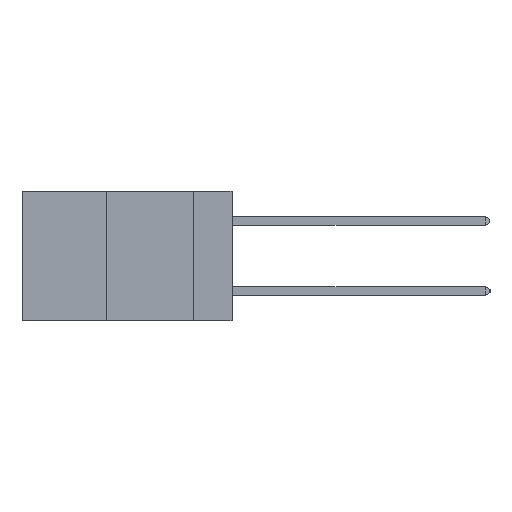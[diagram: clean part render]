
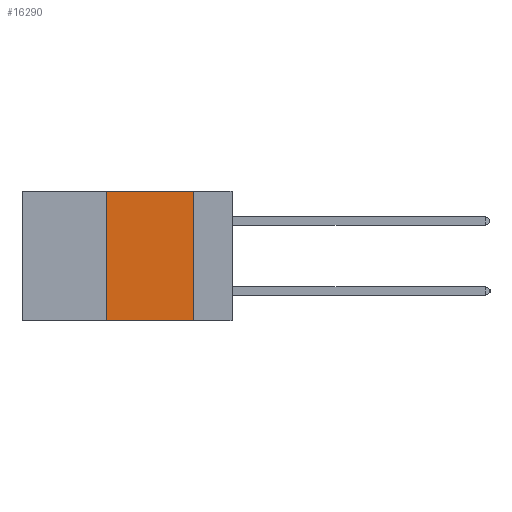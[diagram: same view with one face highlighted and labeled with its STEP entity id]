
A CAD part, left-side view. The second image highlights one B-rep face of the part: STEP entity #16290.
In plain terms, the highlighted planar face has unit normal (-1, 0, 0).
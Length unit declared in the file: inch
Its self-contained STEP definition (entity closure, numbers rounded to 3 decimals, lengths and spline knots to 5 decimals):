
#51 = PLANE ( 'NONE',  #17638 ) ;
#218 = ORIENTED_EDGE ( 'NONE', *, *, #6266, .T. ) ;
#490 = DIRECTION ( 'NONE',  ( 0., 0., 1. ) ) ;
#1330 = CARTESIAN_POINT ( 'NONE',  ( 0., 0.6, -0.37 ) ) ;
#1630 = CARTESIAN_POINT ( 'NONE',  ( 0., 0.11, 0. ) ) ;
#1645 = CARTESIAN_POINT ( 'NONE',  ( 0., 0.11, -0.37 ) ) ;
#1879 = VERTEX_POINT ( 'NONE', #12102 ) ;
#2070 = EDGE_CURVE ( 'NONE', #10838, #15695, #16690, .T. ) ;
#3616 = CARTESIAN_POINT ( 'NONE',  ( 0., 0.6, 0. ) ) ;
#3667 = VECTOR ( 'NONE', #10148, 39.37008 ) ;
#3826 = DIRECTION ( 'NONE',  ( 0., 0., -1. ) ) ;
#5396 = EDGE_LOOP ( 'NONE', ( #14764, #9684, #22119, #218 ) ) ;
#6266 = EDGE_CURVE ( 'NONE', #1879, #13706, #21794, .T. ) ;
#9124 = EDGE_CURVE ( 'NONE', #15695, #13706, #11379, .T. ) ;
#9684 = ORIENTED_EDGE ( 'NONE', *, *, #2070, .F. ) ;
#10148 = DIRECTION ( 'NONE',  ( 0., -1., 0. ) ) ;
#10838 = VERTEX_POINT ( 'NONE', #18223 ) ;
#11091 = CARTESIAN_POINT ( 'NONE',  ( 0., 0.36, 0. ) ) ;
#11327 = VECTOR ( 'NONE', #490, 39.37008 ) ;
#11379 = LINE ( 'NONE', #18725, #15479 ) ;
#11986 = EDGE_CURVE ( 'NONE', #1879, #10838, #15440, .T. ) ;
#12102 = CARTESIAN_POINT ( 'NONE',  ( 0., 0.36, -0.37 ) ) ;
#12153 = VECTOR ( 'NONE', #21056, 39.37008 ) ;
#13706 = VERTEX_POINT ( 'NONE', #1645 ) ;
#14110 = FACE_OUTER_BOUND ( 'NONE', #5396, .T. ) ;
#14238 = DIRECTION ( 'NONE',  ( 1., 0., 0. ) ) ;
#14764 = ORIENTED_EDGE ( 'NONE', *, *, #9124, .F. ) ;
#15440 = LINE ( 'NONE', #11091, #11327 ) ;
#15479 = VECTOR ( 'NONE', #20396, 39.37008 ) ;
#15695 = VERTEX_POINT ( 'NONE', #1630 ) ;
#16290 = ADVANCED_FACE ( 'NONE', ( #14110 ), #51, .F. ) ;
#16690 = LINE ( 'NONE', #3616, #12153 ) ;
#17638 = AXIS2_PLACEMENT_3D ( 'NONE', #19137, #14238, #3826 ) ;
#18223 = CARTESIAN_POINT ( 'NONE',  ( 0., 0.36, 0. ) ) ;
#18725 = CARTESIAN_POINT ( 'NONE',  ( 0., 0.11, 0. ) ) ;
#19137 = CARTESIAN_POINT ( 'NONE',  ( 0., 0.6, 0. ) ) ;
#20396 = DIRECTION ( 'NONE',  ( 0., 0., -1. ) ) ;
#21056 = DIRECTION ( 'NONE',  ( 0., -1., 0. ) ) ;
#21794 = LINE ( 'NONE', #1330, #3667 ) ;
#22119 = ORIENTED_EDGE ( 'NONE', *, *, #11986, .F. ) ;
